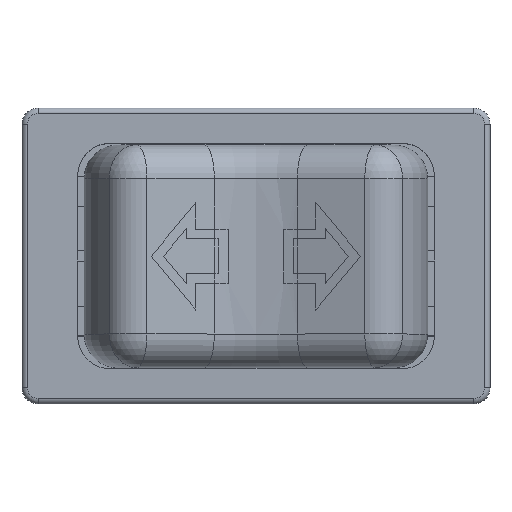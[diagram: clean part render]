
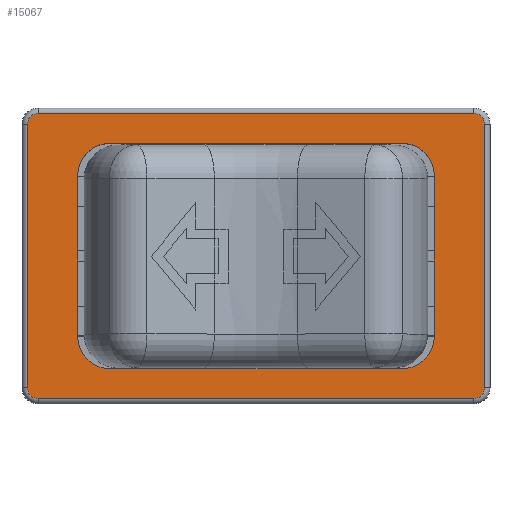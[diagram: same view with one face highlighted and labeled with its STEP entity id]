
A CAD part, top view. The second image highlights one B-rep face of the part: STEP entity #15067.
In plain terms, the highlighted planar face has unit normal (0, 0, 1).
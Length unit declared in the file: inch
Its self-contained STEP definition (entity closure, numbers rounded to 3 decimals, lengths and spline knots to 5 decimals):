
#319=FACE_BOUND('',#1726,.T.);
#512=CIRCLE('',#15826,0.04);
#518=CIRCLE('',#15838,0.04);
#541=CIRCLE('',#15921,0.12);
#543=CIRCLE('',#15925,0.12);
#544=CIRCLE('',#15929,0.04);
#545=CIRCLE('',#15930,0.04);
#546=CIRCLE('',#15931,0.12);
#547=CIRCLE('',#15932,0.12);
#1040=FACE_OUTER_BOUND('',#1725,.T.);
#1725=EDGE_LOOP('',(#11771,#11772,#11773,#11774,#11775,#11776,#11777,#11778));
#1726=EDGE_LOOP('',(#11779,#11780,#11781,#11782,#11783,#11784,#11785,#11786));
#2923=LINE('',#22893,#4782);
#2924=LINE('',#22902,#4783);
#2934=LINE('',#22935,#4793);
#3217=LINE('',#23564,#5076);
#3219=LINE('',#23570,#5078);
#3220=LINE('',#23573,#5079);
#3221=LINE('',#23576,#5080);
#3222=LINE('',#23578,#5081);
#4782=VECTOR('',#17948,0.3937);
#4783=VECTOR('',#17959,0.3937);
#4793=VECTOR('',#17995,0.3937);
#5076=VECTOR('',#18452,0.3937);
#5078=VECTOR('',#18458,0.3937);
#5079=VECTOR('',#18461,0.3937);
#5080=VECTOR('',#18464,0.3937);
#5081=VECTOR('',#18465,0.3937);
#6671=VERTEX_POINT('',#22886);
#6674=VERTEX_POINT('',#22891);
#6676=VERTEX_POINT('',#22896);
#6677=VERTEX_POINT('',#22901);
#6685=VERTEX_POINT('',#22927);
#6686=VERTEX_POINT('',#22931);
#6928=VERTEX_POINT('',#23513);
#6929=VERTEX_POINT('',#23515);
#6937=VERTEX_POINT('',#23535);
#6938=VERTEX_POINT('',#23537);
#6946=VERTEX_POINT('',#23563);
#6947=VERTEX_POINT('',#23567);
#6948=VERTEX_POINT('',#23569);
#6949=VERTEX_POINT('',#23572);
#6950=VERTEX_POINT('',#23574);
#6951=VERTEX_POINT('',#23577);
#8550=EDGE_CURVE('',#6674,#6671,#2923,.T.);
#8553=EDGE_CURVE('',#6671,#6676,#512,.T.);
#8554=EDGE_CURVE('',#6676,#6677,#2924,.T.);
#8568=EDGE_CURVE('',#6677,#6685,#518,.T.);
#8571=EDGE_CURVE('',#6685,#6686,#2934,.T.);
#8851=EDGE_CURVE('',#6929,#6928,#541,.T.);
#8862=EDGE_CURVE('',#6938,#6937,#543,.T.);
#8878=EDGE_CURVE('',#6946,#6938,#3217,.T.);
#8880=EDGE_CURVE('',#6947,#6674,#544,.T.);
#8881=EDGE_CURVE('',#6948,#6947,#3219,.T.);
#8882=EDGE_CURVE('',#6686,#6948,#545,.T.);
#8883=EDGE_CURVE('',#6937,#6949,#3220,.T.);
#8884=EDGE_CURVE('',#6949,#6950,#546,.T.);
#8885=EDGE_CURVE('',#6950,#6929,#3221,.T.);
#8886=EDGE_CURVE('',#6928,#6951,#3222,.T.);
#8887=EDGE_CURVE('',#6951,#6946,#547,.T.);
#11771=ORIENTED_EDGE('',*,*,#8554,.F.);
#11772=ORIENTED_EDGE('',*,*,#8553,.F.);
#11773=ORIENTED_EDGE('',*,*,#8550,.F.);
#11774=ORIENTED_EDGE('',*,*,#8880,.F.);
#11775=ORIENTED_EDGE('',*,*,#8881,.F.);
#11776=ORIENTED_EDGE('',*,*,#8882,.F.);
#11777=ORIENTED_EDGE('',*,*,#8571,.F.);
#11778=ORIENTED_EDGE('',*,*,#8568,.F.);
#11779=ORIENTED_EDGE('',*,*,#8878,.T.);
#11780=ORIENTED_EDGE('',*,*,#8862,.T.);
#11781=ORIENTED_EDGE('',*,*,#8883,.T.);
#11782=ORIENTED_EDGE('',*,*,#8884,.T.);
#11783=ORIENTED_EDGE('',*,*,#8885,.T.);
#11784=ORIENTED_EDGE('',*,*,#8851,.T.);
#11785=ORIENTED_EDGE('',*,*,#8886,.T.);
#11786=ORIENTED_EDGE('',*,*,#8887,.T.);
#13795=PLANE('',#15928);
#15067=ADVANCED_FACE('',(#1040,#319),#13795,.T.);
#15826=AXIS2_PLACEMENT_3D('',#22899,#17955,#17956);
#15838=AXIS2_PLACEMENT_3D('',#22929,#17988,#17989);
#15921=AXIS2_PLACEMENT_3D('',#23516,#18414,#18415);
#15925=AXIS2_PLACEMENT_3D('',#23538,#18431,#18432);
#15928=AXIS2_PLACEMENT_3D('',#23566,#18454,#18455);
#15929=AXIS2_PLACEMENT_3D('',#23568,#18456,#18457);
#15930=AXIS2_PLACEMENT_3D('',#23571,#18459,#18460);
#15931=AXIS2_PLACEMENT_3D('',#23575,#18462,#18463);
#15932=AXIS2_PLACEMENT_3D('',#23579,#18466,#18467);
#17948=DIRECTION('',(0.,1.,0.));
#17955=DIRECTION('center_axis',(0.,0.,
-1.));
#17956=DIRECTION('ref_axis',(-0.707,0.707,0.));
#17959=DIRECTION('',(1.,0.,0.));
#17988=DIRECTION('center_axis',(0.,0.,
-1.));
#17989=DIRECTION('ref_axis',(0.707,0.707,0.));
#17995=DIRECTION('',(0.,-1.,0.));
#18414=DIRECTION('center_axis',(0.,0.,
-1.));
#18415=DIRECTION('ref_axis',(0.,1.,0.));
#18431=DIRECTION('center_axis',(0.,0.,
-1.));
#18432=DIRECTION('ref_axis',(0.,-1.,0.));
#18452=DIRECTION('',(0.,-1.,0.));
#18454=DIRECTION('center_axis',(0.,0.,
1.));
#18455=DIRECTION('ref_axis',(0.,-1.,0.));
#18456=DIRECTION('center_axis',(0.,0.,
-1.));
#18457=DIRECTION('ref_axis',(-0.707,-0.707,0.));
#18458=DIRECTION('',(-1.,0.,0.));
#18459=DIRECTION('center_axis',(0.,0.,
-1.));
#18460=DIRECTION('ref_axis',(0.707,-0.707,0.));
#18461=DIRECTION('',(-1.,0.,0.));
#18462=DIRECTION('center_axis',(0.,0.,
-1.));
#18463=DIRECTION('ref_axis',(-1.,0.,0.));
#18464=DIRECTION('',(0.,1.,0.));
#18465=DIRECTION('',(1.,0.,0.));
#18466=DIRECTION('center_axis',(0.,0.,
-1.));
#18467=DIRECTION('ref_axis',(1.,0.,0.));
#22886=CARTESIAN_POINT('',(9.06324,0.41679,8.35563));
#22891=CARTESIAN_POINT('',(9.06324,-0.56321,8.35563));
#22893=CARTESIAN_POINT('',(9.06324,-0.34821,8.35563));
#22896=CARTESIAN_POINT('',(9.10324,0.45679,8.35563));
#22899=CARTESIAN_POINT('Origin',(9.10324,0.41679,8.35563));
#22901=CARTESIAN_POINT('',(10.72324,0.45679,8.35563));
#22902=CARTESIAN_POINT('',(9.47824,0.45679,8.35563));
#22927=CARTESIAN_POINT('',(10.76324,0.41679,8.35563));
#22929=CARTESIAN_POINT('Origin',(10.72324,0.41679,8.35563));
#22931=CARTESIAN_POINT('',(10.76324,-0.56321,8.35563));
#22935=CARTESIAN_POINT('',(10.76324,0.20179,8.35563));
#23513=CARTESIAN_POINT('',(9.37024,0.34579,8.35563));
#23515=CARTESIAN_POINT('',(9.25024,0.22579,8.35563));
#23516=CARTESIAN_POINT('Origin',(9.37024,0.22579,8.35563));
#23535=CARTESIAN_POINT('',(10.45624,-0.49221,8.35563));
#23537=CARTESIAN_POINT('',(10.57624,-0.37221,8.35563));
#23538=CARTESIAN_POINT('Origin',(10.45624,-0.37221,8.35563));
#23563=CARTESIAN_POINT('',(10.57624,0.22579,8.35563));
#23564=CARTESIAN_POINT('',(10.57624,0.07629,8.35563));
#23566=CARTESIAN_POINT('Origin',(9.91324,-0.07321,8.35563));
#23567=CARTESIAN_POINT('',(9.10324,-0.60321,8.35563));
#23568=CARTESIAN_POINT('Origin',(9.10324,-0.56321,8.35563));
#23569=CARTESIAN_POINT('',(10.72324,-0.60321,8.35563));
#23570=CARTESIAN_POINT('',(10.34824,-0.60321,8.35563));
#23571=CARTESIAN_POINT('Origin',(10.72324,-0.56321,8.35563));
#23572=CARTESIAN_POINT('',(9.37024,-0.49221,8.35563));
#23573=CARTESIAN_POINT('',(10.18474,-0.49221,8.35563));
#23574=CARTESIAN_POINT('',(9.25024,-0.37221,8.35563));
#23575=CARTESIAN_POINT('Origin',(9.37024,-0.37221,8.35563));
#23576=CARTESIAN_POINT('',(9.25024,-0.22271,8.35563));
#23577=CARTESIAN_POINT('',(10.45624,0.34579,8.35563));
#23578=CARTESIAN_POINT('',(9.64174,0.34579,8.35563));
#23579=CARTESIAN_POINT('Origin',(10.45624,0.22579,8.35563));
